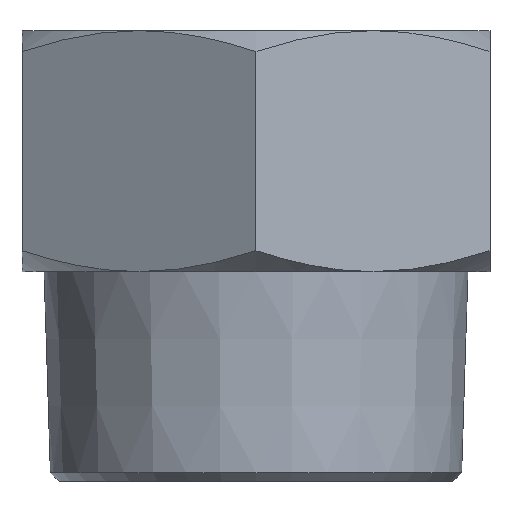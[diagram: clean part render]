
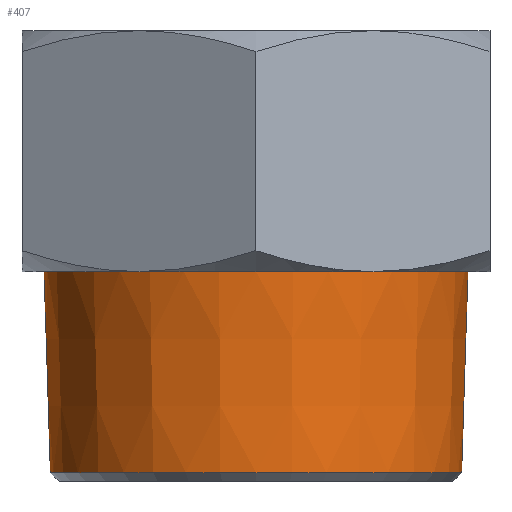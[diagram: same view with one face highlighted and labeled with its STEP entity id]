
A CAD part, left-side view. The second image highlights one B-rep face of the part: STEP entity #407.
In plain terms, the highlighted conical face has half-angle 1.8 degrees and reference radius 24.075 mm.
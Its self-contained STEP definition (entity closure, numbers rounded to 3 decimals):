
#27=LINE('',#745,#39);
#39=VECTOR('',#563,24.075);
#72=FACE_OUTER_BOUND('',#100,.T.);
#100=EDGE_LOOP('',(#321,#322,#323,#324,#325));
#128=CIRCLE('',#468,23.726);
#129=CIRCLE('',#469,23.726);
#130=CIRCLE('',#471,24.456);
#187=VERTEX_POINT('',#738);
#188=VERTEX_POINT('',#740);
#189=VERTEX_POINT('',#744);
#240=EDGE_CURVE('',#187,#188,#128,.T.);
#241=EDGE_CURVE('',#188,#187,#129,.T.);
#242=EDGE_CURVE('',#188,#189,#27,.T.);
#243=EDGE_CURVE('',#189,#189,#130,.T.);
#321=ORIENTED_EDGE('',*,*,#240,.F.);
#322=ORIENTED_EDGE('',*,*,#241,.F.);
#323=ORIENTED_EDGE('',*,*,#242,.T.);
#324=ORIENTED_EDGE('',*,*,#243,.F.);
#325=ORIENTED_EDGE('',*,*,#242,.F.);
#387=CONICAL_SURFACE('',#470,24.075,0.031);
#407=ADVANCED_FACE('',(#72),#387,.T.);
#468=AXIS2_PLACEMENT_3D('',#741,#557,#558);
#469=AXIS2_PLACEMENT_3D('',#742,#559,#560);
#470=AXIS2_PLACEMENT_3D('',#743,#561,#562);
#471=AXIS2_PLACEMENT_3D('',#746,#564,#565);
#557=DIRECTION('center_axis',(0.,0.,-1.));
#558=DIRECTION('ref_axis',(0.,-1.,0.));
#559=DIRECTION('center_axis',(0.,0.,-1.));
#560=DIRECTION('ref_axis',(0.,-1.,0.));
#561=DIRECTION('center_axis',(0.,0.,1.));
#562=DIRECTION('ref_axis',(0.,1.,0.));
#563=DIRECTION('',(0.,-0.031,1.));
#564=DIRECTION('center_axis',(0.,0.,1.));
#565=DIRECTION('ref_axis',(0.,1.,0.));
#738=CARTESIAN_POINT('',(0.,23.726,-51.));
#740=CARTESIAN_POINT('',(0.,-23.726,-51.));
#741=CARTESIAN_POINT('Origin',(0.,0.,
-51.));
#742=CARTESIAN_POINT('Origin',(0.,0.,
-51.));
#743=CARTESIAN_POINT('Origin',(0.,0.,-39.9));
#744=CARTESIAN_POINT('',(0.,-24.456,-27.8));
#745=CARTESIAN_POINT('',(0.,-24.075,-39.9));
#746=CARTESIAN_POINT('Origin',(0.,0.,-27.8));
